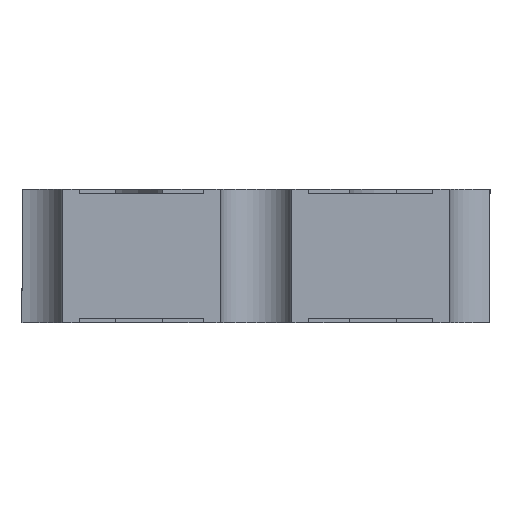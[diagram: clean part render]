
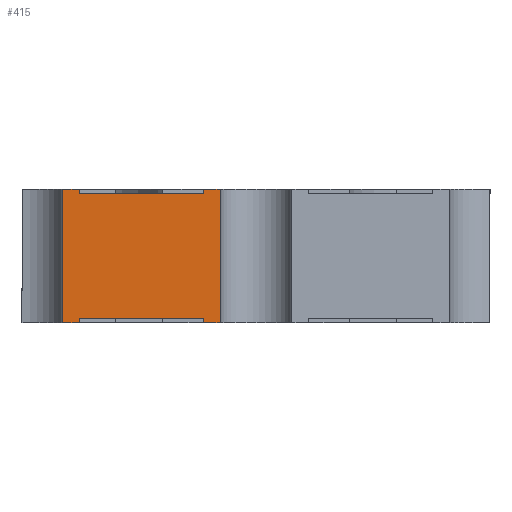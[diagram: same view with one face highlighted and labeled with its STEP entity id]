
A CAD part, left-side view. The second image highlights one B-rep face of the part: STEP entity #415.
In plain terms, the highlighted planar face has unit normal (-1, 0, 0).
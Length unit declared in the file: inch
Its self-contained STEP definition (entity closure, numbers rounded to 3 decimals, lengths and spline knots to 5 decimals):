
#6 = EDGE_CURVE ( 'NONE', #5811, #276, #6964, .T. ) ;
#16 = EDGE_CURVE ( 'NONE', #276, #5756, #10399, .T. ) ;
#210 = CARTESIAN_POINT ( 'NONE',  ( -0.125, 0.08266, 0. ) ) ;
#276 = VERTEX_POINT ( 'NONE', #2984 ) ;
#415 = ADVANCED_FACE ( 'NONE', ( #7653 ), #5768, .F. ) ;
#481 = EDGE_CURVE ( 'NONE', #12452, #3392, #3751, .T. ) ;
#518 = DIRECTION ( 'NONE',  ( 0., 1., 0. ) ) ;
#528 = LINE ( 'NONE', #3577, #8824 ) ;
#539 = VECTOR ( 'NONE', #3907, 39.37008 ) ;
#544 = ORIENTED_EDGE ( 'NONE', *, *, #481, .F. ) ;
#585 = VECTOR ( 'NONE', #1522, 39.37008 ) ;
#643 = CARTESIAN_POINT ( 'NONE',  ( -0.125, 0.0755, 0.002 ) ) ;
#678 = DIRECTION ( 'NONE',  ( 0., 0., 1. ) ) ;
#697 = ORIENTED_EDGE ( 'NONE', *, *, #4422, .T. ) ;
#716 = CARTESIAN_POINT ( 'NONE',  ( -0.125, 0.0153, 0.002 ) ) ;
#840 = ORIENTED_EDGE ( 'NONE', *, *, #5230, .T. ) ;
#846 = LINE ( 'NONE', #716, #11439 ) ;
#1235 = LINE ( 'NONE', #5200, #7571 ) ;
#1243 = CARTESIAN_POINT ( 'NONE',  ( -0.125, 0.0755, 0.055 ) ) ;
#1367 = AXIS2_PLACEMENT_3D ( 'NONE', #2769, #5834, #11495 ) ;
#1522 = DIRECTION ( 'NONE',  ( 0., 1., 0. ) ) ;
#1554 = VERTEX_POINT ( 'NONE', #12215 ) ;
#1811 = CARTESIAN_POINT ( 'NONE',  ( -0.125, 0.0755, 0.002 ) ) ;
#1875 = VERTEX_POINT ( 'NONE', #5924 ) ;
#2393 = DIRECTION ( 'NONE',  ( 0., -1., 0. ) ) ;
#2586 = CARTESIAN_POINT ( 'NONE',  ( -0.125, -0.1025, 0.055 ) ) ;
#2769 = CARTESIAN_POINT ( 'NONE',  ( -0.125, 0.08266, 0.002 ) ) ;
#2984 = CARTESIAN_POINT ( 'NONE',  ( -0.125, 0.0755, 0.057 ) ) ;
#3248 = LINE ( 'NONE', #2586, #7189 ) ;
#3320 = VECTOR ( 'NONE', #9952, 39.37008 ) ;
#3391 = CARTESIAN_POINT ( 'NONE',  ( -0.125, 0.0755, 0. ) ) ;
#3392 = VERTEX_POINT ( 'NONE', #3391 ) ;
#3577 = CARTESIAN_POINT ( 'NONE',  ( -0.125, 0.0225, 0.002 ) ) ;
#3595 = VERTEX_POINT ( 'NONE', #3736 ) ;
#3736 = CARTESIAN_POINT ( 'NONE',  ( -0.125, 0.0153, 0. ) ) ;
#3751 = LINE ( 'NONE', #643, #12577 ) ;
#3907 = DIRECTION ( 'NONE',  ( 0., 0., -1. ) ) ;
#4033 = LINE ( 'NONE', #210, #4367 ) ;
#4060 = CARTESIAN_POINT ( 'NONE',  ( -0.125, 0.08266, 0. ) ) ;
#4077 = ORIENTED_EDGE ( 'NONE', *, *, #16, .T. ) ;
#4367 = VECTOR ( 'NONE', #7937, 39.37008 ) ;
#4422 = EDGE_CURVE ( 'NONE', #7097, #6994, #7248, .T. ) ;
#4718 = ORIENTED_EDGE ( 'NONE', *, *, #6, .T. ) ;
#4785 = VERTEX_POINT ( 'NONE', #12393 ) ;
#4804 = DIRECTION ( 'NONE',  ( 0., 0., -1. ) ) ;
#4958 = ORIENTED_EDGE ( 'NONE', *, *, #10333, .T. ) ;
#5095 = LINE ( 'NONE', #9064, #9646 ) ;
#5200 = CARTESIAN_POINT ( 'NONE',  ( -0.125, 0.0225, 0.002 ) ) ;
#5230 = EDGE_CURVE ( 'NONE', #4785, #3595, #4033, .T. ) ;
#5400 = DIRECTION ( 'NONE',  ( 0., 1., 0. ) ) ;
#5475 = EDGE_CURVE ( 'NONE', #7097, #3595, #846, .T. ) ;
#5756 = VERTEX_POINT ( 'NONE', #9477 ) ;
#5768 = PLANE ( 'NONE',  #1367 ) ;
#5811 = VERTEX_POINT ( 'NONE', #11732 ) ;
#5834 = DIRECTION ( 'NONE',  ( 1., 0., 0. ) ) ;
#5924 = CARTESIAN_POINT ( 'NONE',  ( -0.125, 0.0225, 0.055 ) ) ;
#6130 = EDGE_CURVE ( 'NONE', #5756, #7231, #9757, .T. ) ;
#6542 = CARTESIAN_POINT ( 'NONE',  ( -0.125, 0.0153, 0.057 ) ) ;
#6597 = CARTESIAN_POINT ( 'NONE',  ( -0.125, 0.0225, 0.055 ) ) ;
#6964 = LINE ( 'NONE', #1243, #3320 ) ;
#6994 = VERTEX_POINT ( 'NONE', #7386 ) ;
#7064 = VECTOR ( 'NONE', #5400, 39.37008 ) ;
#7097 = VERTEX_POINT ( 'NONE', #6542 ) ;
#7189 = VECTOR ( 'NONE', #518, 39.37008 ) ;
#7231 = VERTEX_POINT ( 'NONE', #4060 ) ;
#7248 = LINE ( 'NONE', #8282, #585 ) ;
#7386 = CARTESIAN_POINT ( 'NONE',  ( -0.125, 0.0225, 0.057 ) ) ;
#7485 = DIRECTION ( 'NONE',  ( 0., 0., -1. ) ) ;
#7571 = VECTOR ( 'NONE', #2393, 39.37008 ) ;
#7653 = FACE_OUTER_BOUND ( 'NONE', #10229, .T. ) ;
#7718 = DIRECTION ( 'NONE',  ( 0., 0., -1. ) ) ;
#7937 = DIRECTION ( 'NONE',  ( 0., -1., 0. ) ) ;
#8208 = ORIENTED_EDGE ( 'NONE', *, *, #9769, .F. ) ;
#8280 = ORIENTED_EDGE ( 'NONE', *, *, #6130, .T. ) ;
#8282 = CARTESIAN_POINT ( 'NONE',  ( -0.125, -0.1025, 0.057 ) ) ;
#8488 = ORIENTED_EDGE ( 'NONE', *, *, #12334, .T. ) ;
#8824 = VECTOR ( 'NONE', #7485, 39.37008 ) ;
#9064 = CARTESIAN_POINT ( 'NONE',  ( -0.125, 0.08266, 0. ) ) ;
#9477 = CARTESIAN_POINT ( 'NONE',  ( -0.125, 0.08266, 0.057 ) ) ;
#9646 = VECTOR ( 'NONE', #10819, 39.37008 ) ;
#9757 = LINE ( 'NONE', #12821, #539 ) ;
#9769 = EDGE_CURVE ( 'NONE', #1875, #6994, #12828, .T. ) ;
#9952 = DIRECTION ( 'NONE',  ( 0., 0., 1. ) ) ;
#10229 = EDGE_LOOP ( 'NONE', ( #8208, #8488, #4718, #4077, #8280, #12527, #544, #4958, #11614, #840, #11453, #697 ) ) ;
#10333 = EDGE_CURVE ( 'NONE', #12452, #1554, #1235, .T. ) ;
#10399 = LINE ( 'NONE', #11383, #7064 ) ;
#10732 = EDGE_CURVE ( 'NONE', #7231, #3392, #5095, .T. ) ;
#10819 = DIRECTION ( 'NONE',  ( 0., -1., 0. ) ) ;
#11192 = EDGE_CURVE ( 'NONE', #1554, #4785, #528, .T. ) ;
#11383 = CARTESIAN_POINT ( 'NONE',  ( -0.125, -0.1025, 0.057 ) ) ;
#11439 = VECTOR ( 'NONE', #4804, 39.37008 ) ;
#11453 = ORIENTED_EDGE ( 'NONE', *, *, #5475, .F. ) ;
#11495 = DIRECTION ( 'NONE',  ( 0., 0., -1. ) ) ;
#11544 = VECTOR ( 'NONE', #678, 39.37008 ) ;
#11614 = ORIENTED_EDGE ( 'NONE', *, *, #11192, .T. ) ;
#11732 = CARTESIAN_POINT ( 'NONE',  ( -0.125, 0.0755, 0.055 ) ) ;
#12215 = CARTESIAN_POINT ( 'NONE',  ( -0.125, 0.0225, 0.002 ) ) ;
#12334 = EDGE_CURVE ( 'NONE', #1875, #5811, #3248, .T. ) ;
#12393 = CARTESIAN_POINT ( 'NONE',  ( -0.125, 0.0225, 0. ) ) ;
#12452 = VERTEX_POINT ( 'NONE', #1811 ) ;
#12527 = ORIENTED_EDGE ( 'NONE', *, *, #10732, .T. ) ;
#12577 = VECTOR ( 'NONE', #7718, 39.37008 ) ;
#12821 = CARTESIAN_POINT ( 'NONE',  ( -0.125, 0.08266, 0.002 ) ) ;
#12828 = LINE ( 'NONE', #6597, #11544 ) ;
